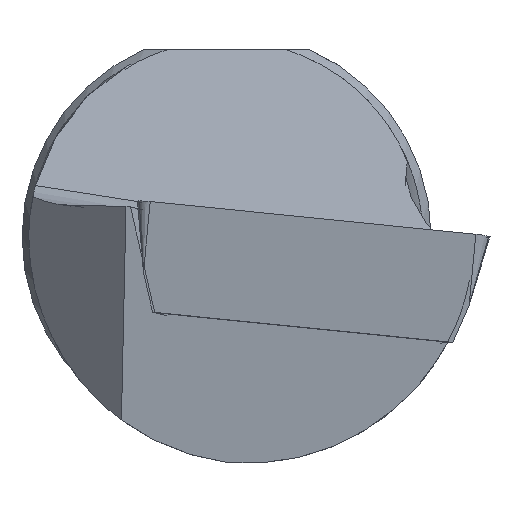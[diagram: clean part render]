
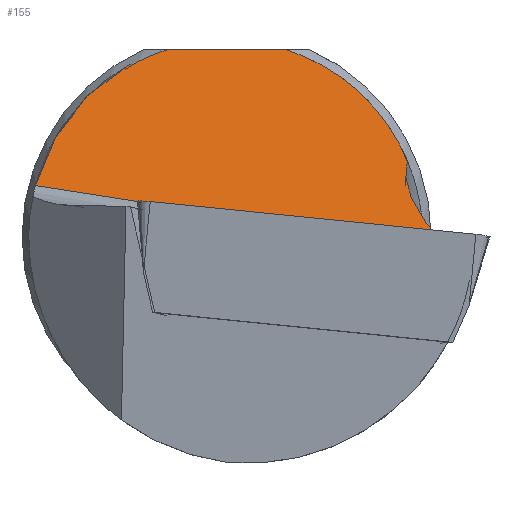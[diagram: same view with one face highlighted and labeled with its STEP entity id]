
A CAD part, left-side view. The second image highlights one B-rep face of the part: STEP entity #155.
In plain terms, the highlighted planar face has unit normal (-0.356, -0.343, 0.869).
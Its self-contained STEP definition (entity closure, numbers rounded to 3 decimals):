
#139=B_SPLINE_CURVE_WITH_KNOTS('',3,(#922,#923,#924,#925),.UNSPECIFIED.,
 .F.,.F.,(4,4),(0.,1.),.UNSPECIFIED.);
#155=ADVANCED_FACE('',(#205),#188,.T.);
#188=PLANE('',#679);
#205=FACE_OUTER_BOUND('',#237,.T.);
#237=EDGE_LOOP('',(#291,#292,#293,#294,#295,#296,#297,#298,#299,#300));
#272=ELLIPSE('',#675,9.202,8.);
#273=ELLIPSE('',#676,16.157,5.75);
#274=ELLIPSE('',#677,16.157,5.75);
#275=ELLIPSE('',#678,16.297,5.8);
#291=ORIENTED_EDGE('',*,*,#512,.F.);
#292=ORIENTED_EDGE('',*,*,#513,.T.);
#293=ORIENTED_EDGE('',*,*,#514,.T.);
#294=ORIENTED_EDGE('',*,*,#515,.F.);
#295=ORIENTED_EDGE('',*,*,#516,.F.);
#296=ORIENTED_EDGE('',*,*,#517,.F.);
#297=ORIENTED_EDGE('',*,*,#518,.F.);
#298=ORIENTED_EDGE('',*,*,#519,.T.);
#299=ORIENTED_EDGE('',*,*,#520,.T.);
#300=ORIENTED_EDGE('',*,*,#521,.F.);
#457=VERTEX_POINT('',#910);
#458=VERTEX_POINT('',#911);
#459=VERTEX_POINT('',#913);
#460=VERTEX_POINT('',#915);
#461=VERTEX_POINT('',#917);
#462=VERTEX_POINT('',#919);
#463=VERTEX_POINT('',#921);
#464=VERTEX_POINT('',#926);
#465=VERTEX_POINT('',#928);
#466=VERTEX_POINT('',#930);
#512=EDGE_CURVE('',#457,#458,#593,.T.);
#513=EDGE_CURVE('',#457,#459,#594,.T.);
#514=EDGE_CURVE('',#459,#460,#272,.T.);
#515=EDGE_CURVE('',#461,#460,#273,.T.);
#516=EDGE_CURVE('',#462,#461,#595,.T.);
#517=EDGE_CURVE('',#463,#462,#274,.T.);
#518=EDGE_CURVE('',#464,#463,#139,.T.);
#519=EDGE_CURVE('',#464,#465,#275,.T.);
#520=EDGE_CURVE('',#465,#466,#596,.T.);
#521=EDGE_CURVE('',#458,#466,#597,.T.);
#593=LINE('',#909,#634);
#594=LINE('',#912,#635);
#595=LINE('',#918,#636);
#596=LINE('',#929,#637);
#597=LINE('',#931,#638);
#634=VECTOR('',#744,1.);
#635=VECTOR('',#745,1.);
#636=VECTOR('',#750,1.);
#637=VECTOR('',#755,1.);
#638=VECTOR('',#756,1.);
#675=AXIS2_PLACEMENT_3D('',#914,#746,#747);
#676=AXIS2_PLACEMENT_3D('',#916,#748,#749);
#677=AXIS2_PLACEMENT_3D('',#920,#751,#752);
#678=AXIS2_PLACEMENT_3D('',#927,#753,#754);
#679=AXIS2_PLACEMENT_3D('',#932,#757,#758);
#744=DIRECTION('',(0.853,0.261,0.452));
#745=DIRECTION('',(0.498,-0.857,-0.134));
#746=DIRECTION('',(0.356,0.343,-0.869));
#747=DIRECTION('',(-0.626,-0.603,-0.494));
#748=DIRECTION('',(0.356,0.343,-0.869));
#749=DIRECTION('',(0.935,-0.131,0.331));
#750=DIRECTION('',(0.694,-0.72,0.));
#751=DIRECTION('',(0.356,0.343,-0.869));
#752=DIRECTION('',(0.935,-0.131,0.331));
#753=DIRECTION('',(-0.356,-0.343,0.869));
#754=DIRECTION('',(0.935,-0.131,0.331));
#755=DIRECTION('',(0.498,-0.857,-0.134));
#756=DIRECTION('',(-0.855,0.495,-0.155));
#757=DIRECTION('',(-0.356,-0.343,0.869));
#758=DIRECTION('',(0.925,0.,0.379));
#909=CARTESIAN_POINT('',(9.163,-3.313,-0.155));
#910=CARTESIAN_POINT('',(9.702,-3.148,0.131));
#911=CARTESIAN_POINT('',(10.092,-3.029,0.338));
#912=CARTESIAN_POINT('',(12.747,-8.386,-0.688));
#913=CARTESIAN_POINT('',(11.666,-6.526,-0.397));
#914=CARTESIAN_POINT('',(16.,-13.25,-1.274));
#915=CARTESIAN_POINT('',(16.899,-5.301,2.228));
#916=CARTESIAN_POINT('',(6.351,0.,0.));
#917=CARTESIAN_POINT('',(21.402,-1.677,5.5));
#918=CARTESIAN_POINT('',(4.645,15.722,5.5));
#919=CARTESIAN_POINT('',(18.172,1.677,5.5));
#920=CARTESIAN_POINT('',(6.351,0.,0.));
#921=CARTESIAN_POINT('',(16.,2.767,5.041));
#922=CARTESIAN_POINT('',(15.95,2.848,5.052));
#923=CARTESIAN_POINT('',(15.967,2.821,5.049));
#924=CARTESIAN_POINT('',(15.983,2.794,5.045));
#925=CARTESIAN_POINT('',(16.,2.767,5.041));
#926=CARTESIAN_POINT('',(15.95,2.848,5.052));
#927=CARTESIAN_POINT('',(6.351,0.,0.));
#928=CARTESIAN_POINT('',(4.614,5.603,1.498));
#929=CARTESIAN_POINT('',(12.747,-8.386,-0.688));
#930=CARTESIAN_POINT('',(9.399,-2.627,0.212));
#931=CARTESIAN_POINT('',(12.678,-4.528,0.805));
#932=CARTESIAN_POINT('',(11.092,-7.878,-1.165));
